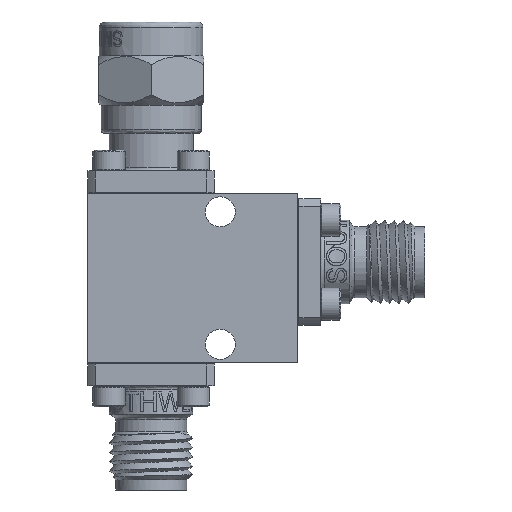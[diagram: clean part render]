
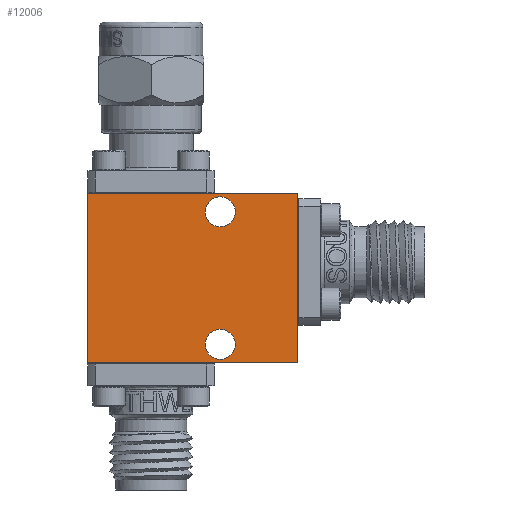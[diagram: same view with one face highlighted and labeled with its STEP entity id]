
A CAD part, front view. The second image highlights one B-rep face of the part: STEP entity #12006.
In plain terms, the highlighted planar face has unit normal (0, -1, 0).
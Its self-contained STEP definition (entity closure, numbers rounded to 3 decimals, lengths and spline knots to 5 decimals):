
#2684 = DIRECTION ( 'NONE',  ( 0., -1., 0. ) ) ;
#3016 = EDGE_CURVE ( 'NONE', #31645, #11219, #54006, .T. ) ;
#3171 = EDGE_LOOP ( 'NONE', ( #26176 ) ) ;
#4370 = DIRECTION ( 'NONE',  ( 0., 0., -1. ) ) ;
#4700 = FACE_OUTER_BOUND ( 'NONE', #16568, .T. ) ;
#6070 = ORIENTED_EDGE ( 'NONE', *, *, #53054, .F. ) ;
#6997 = DIRECTION ( 'NONE',  ( 0., 0., -1. ) ) ;
#9284 = VERTEX_POINT ( 'NONE', #24119 ) ;
#10196 = CARTESIAN_POINT ( 'NONE',  ( 0.17165, 0.12174, 0.43013 ) ) ;
#11219 = VERTEX_POINT ( 'NONE', #35884 ) ;
#12006 = ADVANCED_FACE ( 'NONE', ( #42490, #52045, #4700 ), #48666, .T. ) ;
#13184 = ORIENTED_EDGE ( 'NONE', *, *, #14039, .F. ) ;
#13291 = DIRECTION ( 'NONE',  ( -1., 0., 0. ) ) ;
#14039 = EDGE_CURVE ( 'NONE', #42354, #31645, #28235, .T. ) ;
#14217 = ORIENTED_EDGE ( 'NONE', *, *, #38440, .F. ) ;
#15459 = VECTOR ( 'NONE', #47559, 39.37008 ) ;
#16386 = VECTOR ( 'NONE', #37559, 39.37008 ) ;
#16568 = EDGE_LOOP ( 'NONE', ( #34326, #13184, #53122, #14217 ) ) ;
#16756 = VECTOR ( 'NONE', #44220, 39.37008 ) ;
#17273 = CARTESIAN_POINT ( 'NONE',  ( 0.40165, 0.12174, 0.92263 ) ) ;
#17692 = AXIS2_PLACEMENT_3D ( 'NONE', #47464, #34337, #4370 ) ;
#17791 = CARTESIAN_POINT ( 'NONE',  ( -0.22335, 0.12174, 0.41963 ) ) ;
#19545 = CARTESIAN_POINT ( 'NONE',  ( -0.22335, 0.12174, 0.92263 ) ) ;
#20978 = AXIS2_PLACEMENT_3D ( 'NONE', #44849, #26878, #40681 ) ;
#21258 = EDGE_CURVE ( 'NONE', #24966, #42354, #38685, .T. ) ;
#22438 = CARTESIAN_POINT ( 'NONE',  ( -0.22335, 0.12174, 0.92263 ) ) ;
#24119 = CARTESIAN_POINT ( 'NONE',  ( 0.17165, 0.12174, 0.82313 ) ) ;
#24887 = CARTESIAN_POINT ( 'NONE',  ( -0.22335, 0.12174, 0.92263 ) ) ;
#24914 = CARTESIAN_POINT ( 'NONE',  ( 0.40165, 0.12174, 0.92263 ) ) ;
#24966 = VERTEX_POINT ( 'NONE', #43196 ) ;
#26176 = ORIENTED_EDGE ( 'NONE', *, *, #36385, .F. ) ;
#26408 = CIRCLE ( 'NONE', #53874, 0.0445 ) ;
#26724 = EDGE_LOOP ( 'NONE', ( #6070 ) ) ;
#26759 = LINE ( 'NONE', #17791, #30731 ) ;
#26878 = DIRECTION ( 'NONE',  ( 0., -1., 0. ) ) ;
#26889 = VERTEX_POINT ( 'NONE', #10196 ) ;
#28235 = LINE ( 'NONE', #22438, #16756 ) ;
#29343 = CIRCLE ( 'NONE', #17692, 0.0445 ) ;
#30731 = VECTOR ( 'NONE', #13291, 39.37008 ) ;
#31645 = VERTEX_POINT ( 'NONE', #24914 ) ;
#34326 = ORIENTED_EDGE ( 'NONE', *, *, #3016, .F. ) ;
#34337 = DIRECTION ( 'NONE',  ( 0., -1., 0. ) ) ;
#35884 = CARTESIAN_POINT ( 'NONE',  ( 0.40165, 0.12174, 0.41963 ) ) ;
#36385 = EDGE_CURVE ( 'NONE', #26889, #26889, #26408, .T. ) ;
#37559 = DIRECTION ( 'NONE',  ( 0., 0., 1. ) ) ;
#38440 = EDGE_CURVE ( 'NONE', #11219, #24966, #26759, .T. ) ;
#38685 = LINE ( 'NONE', #24887, #16386 ) ;
#40408 = CARTESIAN_POINT ( 'NONE',  ( 0.17165, 0.12174, 0.47463 ) ) ;
#40681 = DIRECTION ( 'NONE',  ( 0., 0., -1. ) ) ;
#42354 = VERTEX_POINT ( 'NONE', #19545 ) ;
#42490 = FACE_BOUND ( 'NONE', #26724, .T. ) ;
#43196 = CARTESIAN_POINT ( 'NONE',  ( -0.22335, 0.12174, 0.41963 ) ) ;
#44220 = DIRECTION ( 'NONE',  ( 1., 0., 0. ) ) ;
#44849 = CARTESIAN_POINT ( 'NONE',  ( -0.03335, 0.12174, 0.67113 ) ) ;
#47464 = CARTESIAN_POINT ( 'NONE',  ( 0.17165, 0.12174, 0.86763 ) ) ;
#47559 = DIRECTION ( 'NONE',  ( 0., 0., -1. ) ) ;
#48666 = PLANE ( 'NONE',  #20978 ) ;
#52045 = FACE_BOUND ( 'NONE', #3171, .T. ) ;
#53054 = EDGE_CURVE ( 'NONE', #9284, #9284, #29343, .T. ) ;
#53122 = ORIENTED_EDGE ( 'NONE', *, *, #21258, .F. ) ;
#53874 = AXIS2_PLACEMENT_3D ( 'NONE', #40408, #2684, #6997 ) ;
#54006 = LINE ( 'NONE', #17273, #15459 ) ;
